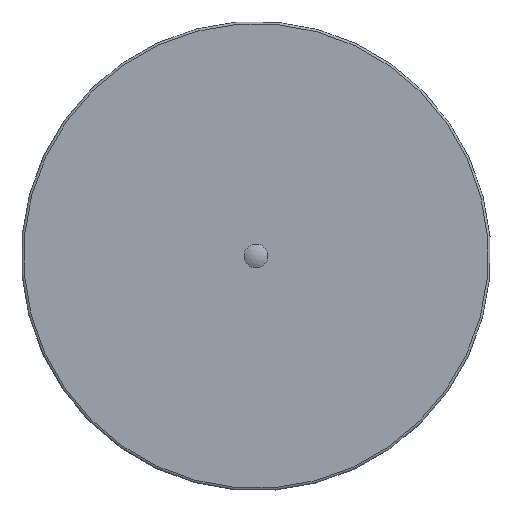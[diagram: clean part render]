
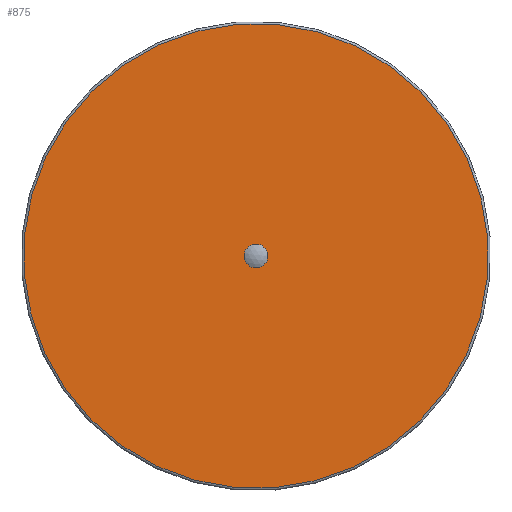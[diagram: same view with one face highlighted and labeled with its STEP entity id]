
A CAD part, front view. The second image highlights one B-rep face of the part: STEP entity #875.
In plain terms, the highlighted planar face has unit normal (0, -1, 0).
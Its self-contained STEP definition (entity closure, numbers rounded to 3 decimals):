
#148=FACE_BOUND('',#254,.T.);
#196=FACE_OUTER_BOUND('',#253,.T.);
#253=EDGE_LOOP('',(#750,#751));
#254=EDGE_LOOP('',(#752,#753));
#275=CIRCLE('',#939,3.873);
#276=CIRCLE('',#940,3.873);
#307=CIRCLE('',#996,118.75);
#308=CIRCLE('',#997,118.75);
#354=VERTEX_POINT('',#1426);
#355=VERTEX_POINT('',#1428);
#392=VERTEX_POINT('',#1597);
#393=VERTEX_POINT('',#1598);
#457=EDGE_CURVE('',#355,#354,#275,.T.);
#458=EDGE_CURVE('',#354,#355,#276,.T.);
#511=EDGE_CURVE('',#392,#393,#307,.T.);
#512=EDGE_CURVE('',#393,#392,#308,.T.);
#750=ORIENTED_EDGE('',*,*,#511,.T.);
#751=ORIENTED_EDGE('',*,*,#512,.T.);
#752=ORIENTED_EDGE('',*,*,#457,.T.);
#753=ORIENTED_EDGE('',*,*,#458,.T.);
#779=PLANE('',#999);
#875=ADVANCED_FACE('',(#196,#148),#779,.T.);
#939=AXIS2_PLACEMENT_3D('',#1429,#1107,#1108);
#940=AXIS2_PLACEMENT_3D('',#1430,#1109,#1110);
#996=AXIS2_PLACEMENT_3D('',#1599,#1240,#1241);
#997=AXIS2_PLACEMENT_3D('',#1600,#1242,#1243);
#999=AXIS2_PLACEMENT_3D('',#1602,#1246,#1247);
#1107=DIRECTION('center_axis',(0.,1.,0.));
#1108=DIRECTION('ref_axis',(0.523,0.,0.852));
#1109=DIRECTION('center_axis',(0.,1.,0.));
#1110=DIRECTION('ref_axis',(0.523,0.,0.852));
#1240=DIRECTION('center_axis',(0.,-1.,0.));
#1241=DIRECTION('ref_axis',(0.092,0.,0.996));
#1242=DIRECTION('center_axis',(0.,-1.,0.));
#1243=DIRECTION('ref_axis',(0.092,0.,0.996));
#1246=DIRECTION('center_axis',(0.,-1.,0.));
#1247=DIRECTION('ref_axis',(0.996,0.,-0.092));
#1426=CARTESIAN_POINT('',(-2.026,0.,-3.301));
#1428=CARTESIAN_POINT('',(2.026,0.,3.301));
#1429=CARTESIAN_POINT('Origin',(0.,0.,0.));
#1430=CARTESIAN_POINT('Origin',(0.,0.,0.));
#1597=CARTESIAN_POINT('',(10.904,0.,118.248));
#1598=CARTESIAN_POINT('',(-118.248,0.,10.904));
#1599=CARTESIAN_POINT('Origin',(0.,0.,
0.));
#1600=CARTESIAN_POINT('Origin',(0.,0.,
0.));
#1602=CARTESIAN_POINT('Origin',(0.,0.,
0.));
